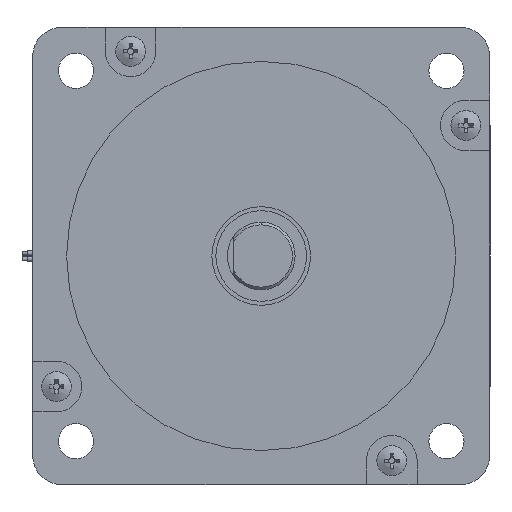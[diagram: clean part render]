
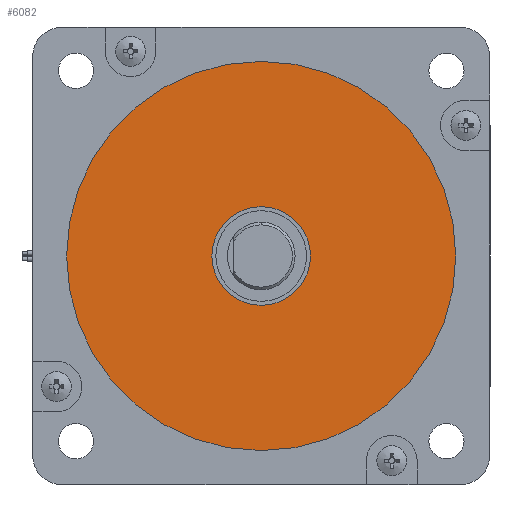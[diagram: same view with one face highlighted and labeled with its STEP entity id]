
A CAD part, left-side view. The second image highlights one B-rep face of the part: STEP entity #6082.
In plain terms, the highlighted planar face has unit normal (-1, 0, 0).
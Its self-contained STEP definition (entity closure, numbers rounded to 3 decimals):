
#1502 = CARTESIAN_POINT ( 'NONE',  ( 30.28, 0., 0. ) ) ;
#2913 = ORIENTED_EDGE ( 'NONE', *, *, #28541, .T. ) ;
#4555 = VERTEX_POINT ( 'NONE', #5700 ) ;
#5033 = EDGE_LOOP ( 'NONE', ( #34990, #33525 ) ) ;
#5250 = AXIS2_PLACEMENT_3D ( 'NONE', #28522, #13842, #22931 ) ;
#5492 = CIRCLE ( 'NONE', #18550, 9.25 ) ;
#5670 = FACE_OUTER_BOUND ( 'NONE', #5033, .T. ) ;
#5700 = CARTESIAN_POINT ( 'NONE',  ( 30.28, -36.51, 0. ) ) ;
#6082 = ADVANCED_FACE ( 'NONE', ( #5670, #9016 ), #17170, .T. ) ;
#6684 = CARTESIAN_POINT ( 'NONE',  ( 30.28, 0., 0. ) ) ;
#7480 = CIRCLE ( 'NONE', #28231, 9.25 ) ;
#8043 = VERTEX_POINT ( 'NONE', #24867 ) ;
#9016 = FACE_BOUND ( 'NONE', #32334, .T. ) ;
#9240 = CIRCLE ( 'NONE', #30000, 36.51 ) ;
#9321 = AXIS2_PLACEMENT_3D ( 'NONE', #36281, #36469, #33496 ) ;
#10502 = EDGE_CURVE ( 'NONE', #4555, #29576, #11081, .T. ) ;
#11081 = CIRCLE ( 'NONE', #9321, 36.51 ) ;
#12606 = DIRECTION ( 'NONE',  ( 0., 0., 1. ) ) ;
#13842 = DIRECTION ( 'NONE',  ( -1., 0., 0. ) ) ;
#15212 = DIRECTION ( 'NONE',  ( 0., 1., 0. ) ) ;
#16661 = CARTESIAN_POINT ( 'NONE',  ( 30.28, 0., 0. ) ) ;
#17029 = DIRECTION ( 'NONE',  ( 1., 0., 0. ) ) ;
#17170 = PLANE ( 'NONE',  #5250 ) ;
#18550 = AXIS2_PLACEMENT_3D ( 'NONE', #16661, #17029, #28393 ) ;
#19447 = CARTESIAN_POINT ( 'NONE',  ( 30.28, -9.25, 0. ) ) ;
#22550 = EDGE_CURVE ( 'NONE', #29576, #4555, #9240, .T. ) ;
#22578 = EDGE_CURVE ( 'NONE', #32702, #8043, #7480, .T. ) ;
#22931 = DIRECTION ( 'NONE',  ( 0., 0., 1. ) ) ;
#24867 = CARTESIAN_POINT ( 'NONE',  ( 30.28, 9.25, 0. ) ) ;
#28231 = AXIS2_PLACEMENT_3D ( 'NONE', #1502, #29889, #15212 ) ;
#28393 = DIRECTION ( 'NONE',  ( 0., 1., 0. ) ) ;
#28522 = CARTESIAN_POINT ( 'NONE',  ( 30.28, 0., 0. ) ) ;
#28541 = EDGE_CURVE ( 'NONE', #8043, #32702, #5492, .T. ) ;
#29473 = CARTESIAN_POINT ( 'NONE',  ( 30.28, 36.51, 0. ) ) ;
#29576 = VERTEX_POINT ( 'NONE', #29473 ) ;
#29889 = DIRECTION ( 'NONE',  ( 1., 0., 0. ) ) ;
#30000 = AXIS2_PLACEMENT_3D ( 'NONE', #6684, #35437, #12606 ) ;
#31985 = ORIENTED_EDGE ( 'NONE', *, *, #22578, .T. ) ;
#32334 = EDGE_LOOP ( 'NONE', ( #2913, #31985 ) ) ;
#32702 = VERTEX_POINT ( 'NONE', #19447 ) ;
#33496 = DIRECTION ( 'NONE',  ( 0., 0., 1. ) ) ;
#33525 = ORIENTED_EDGE ( 'NONE', *, *, #22550, .T. ) ;
#34990 = ORIENTED_EDGE ( 'NONE', *, *, #10502, .T. ) ;
#35437 = DIRECTION ( 'NONE',  ( -1., 0., 0. ) ) ;
#36281 = CARTESIAN_POINT ( 'NONE',  ( 30.28, 0., 0. ) ) ;
#36469 = DIRECTION ( 'NONE',  ( -1., 0., 0. ) ) ;
